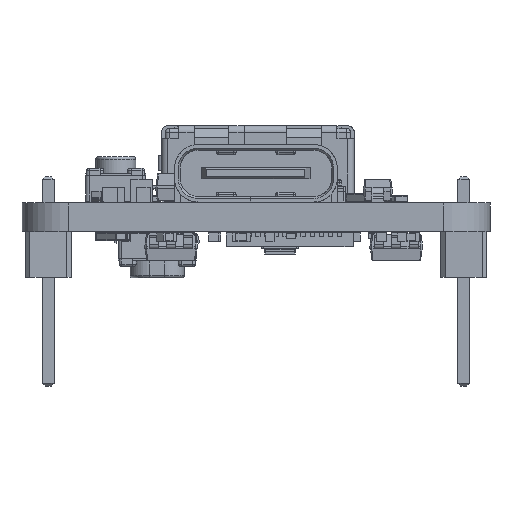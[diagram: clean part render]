
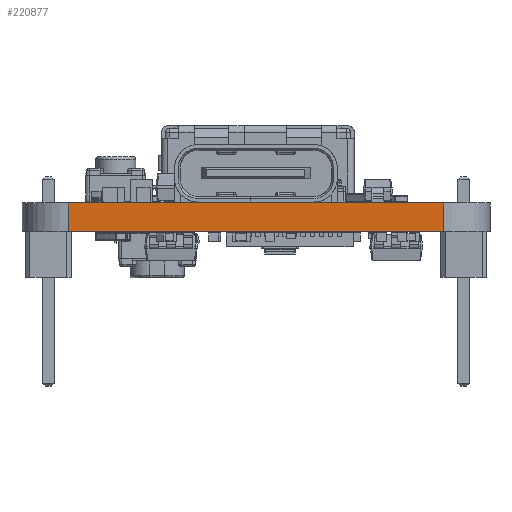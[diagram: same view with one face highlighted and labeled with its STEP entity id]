
A CAD part, front view. The second image highlights one B-rep face of the part: STEP entity #220877.
In plain terms, the highlighted planar face has unit normal (0, -1, 0).
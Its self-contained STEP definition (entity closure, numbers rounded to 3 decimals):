
#216941 = PLANE('',#216942);
#216942 = AXIS2_PLACEMENT_3D('',#216943,#216944,#216945);
#216943 = CARTESIAN_POINT('',(10.338,11.925,1.58)
  );
#216944 = DIRECTION('',(0.,0.,1.));
#216945 = DIRECTION('',(1.,0.,-0.));
#216996 = PLANE('',#216997);
#216997 = AXIS2_PLACEMENT_3D('',#216998,#216999,#217000);
#216998 = CARTESIAN_POINT('',(10.338,11.925,0.));
#216999 = DIRECTION('',(0.,0.,1.));
#217000 = DIRECTION('',(1.,0.,-0.));
#217051 = CYLINDRICAL_SURFACE('',#217052,2.54);
#217052 = AXIS2_PLACEMENT_3D('',#217053,#217054,#217055);
#217053 = CARTESIAN_POINT('',(20.676,-0.,0.));
#217054 = DIRECTION('',(-0.,-0.,-1.));
#217055 = DIRECTION('',(1.,0.,-0.));
#217903 = VERTEX_POINT('',#217904);
#217904 = CARTESIAN_POINT('',(0.,-2.54,0.));
#217919 = CYLINDRICAL_SURFACE('',#217920,2.54);
#217920 = AXIS2_PLACEMENT_3D('',#217921,#217922,#217923);
#217921 = CARTESIAN_POINT('',(0.,-0.,0.));
#217922 = DIRECTION('',(-0.,-0.,-1.));
#217923 = DIRECTION('',(1.,0.,-0.));
#217931 = EDGE_CURVE('',#217932,#217903,#217934,.T.);
#217932 = VERTEX_POINT('',#217933);
#217933 = CARTESIAN_POINT('',(20.676,-2.54,0.));
#217934 = SURFACE_CURVE('',#217935,(#217939,#217946),.PCURVE_S1.);
#217935 = LINE('',#217936,#217937);
#217936 = CARTESIAN_POINT('',(20.676,-2.54,0.));
#217937 = VECTOR('',#217938,1.);
#217938 = DIRECTION('',(-1.,0.,0.));
#217939 = PCURVE('',#216996,#217940);
#217940 = DEFINITIONAL_REPRESENTATION('',(#217941),#217945);
#217941 = LINE('',#217942,#217943);
#217942 = CARTESIAN_POINT('',(10.338,-14.465));
#217943 = VECTOR('',#217944,1.);
#217944 = DIRECTION('',(-1.,0.));
#217945 = ( GEOMETRIC_REPRESENTATION_CONTEXT(2) 
PARAMETRIC_REPRESENTATION_CONTEXT() REPRESENTATION_CONTEXT('2D SPACE',''
  ) );
#217946 = PCURVE('',#217947,#217952);
#217947 = PLANE('',#217948);
#217948 = AXIS2_PLACEMENT_3D('',#217949,#217950,#217951);
#217949 = CARTESIAN_POINT('',(20.676,-2.54,0.));
#217950 = DIRECTION('',(0.,-1.,0.));
#217951 = DIRECTION('',(-1.,0.,0.));
#217952 = DEFINITIONAL_REPRESENTATION('',(#217953),#217957);
#217953 = LINE('',#217954,#217955);
#217954 = CARTESIAN_POINT('',(0.,-0.));
#217955 = VECTOR('',#217956,1.);
#217956 = DIRECTION('',(1.,0.));
#217957 = ( GEOMETRIC_REPRESENTATION_CONTEXT(2) 
PARAMETRIC_REPRESENTATION_CONTEXT() REPRESENTATION_CONTEXT('2D SPACE',''
  ) );
#219776 = VERTEX_POINT('',#219777);
#219777 = CARTESIAN_POINT('',(0.,-2.54,1.58));
#219799 = EDGE_CURVE('',#219800,#219776,#219802,.T.);
#219800 = VERTEX_POINT('',#219801);
#219801 = CARTESIAN_POINT('',(20.676,-2.54,1.58));
#219802 = SURFACE_CURVE('',#219803,(#219807,#219814),.PCURVE_S1.);
#219803 = LINE('',#219804,#219805);
#219804 = CARTESIAN_POINT('',(20.676,-2.54,1.58));
#219805 = VECTOR('',#219806,1.);
#219806 = DIRECTION('',(-1.,0.,0.));
#219807 = PCURVE('',#216941,#219808);
#219808 = DEFINITIONAL_REPRESENTATION('',(#219809),#219813);
#219809 = LINE('',#219810,#219811);
#219810 = CARTESIAN_POINT('',(10.338,-14.465));
#219811 = VECTOR('',#219812,1.);
#219812 = DIRECTION('',(-1.,0.));
#219813 = ( GEOMETRIC_REPRESENTATION_CONTEXT(2) 
PARAMETRIC_REPRESENTATION_CONTEXT() REPRESENTATION_CONTEXT('2D SPACE',''
  ) );
#219814 = PCURVE('',#217947,#219815);
#219815 = DEFINITIONAL_REPRESENTATION('',(#219816),#219820);
#219816 = LINE('',#219817,#219818);
#219817 = CARTESIAN_POINT('',(0.,-1.58));
#219818 = VECTOR('',#219819,1.);
#219819 = DIRECTION('',(1.,0.));
#219820 = ( GEOMETRIC_REPRESENTATION_CONTEXT(2) 
PARAMETRIC_REPRESENTATION_CONTEXT() REPRESENTATION_CONTEXT('2D SPACE',''
  ) );
#220829 = EDGE_CURVE('',#217932,#219800,#220830,.T.);
#220830 = SURFACE_CURVE('',#220831,(#220835,#220842),.PCURVE_S1.);
#220831 = LINE('',#220832,#220833);
#220832 = CARTESIAN_POINT('',(20.676,-2.54,0.));
#220833 = VECTOR('',#220834,1.);
#220834 = DIRECTION('',(0.,0.,1.));
#220835 = PCURVE('',#217051,#220836);
#220836 = DEFINITIONAL_REPRESENTATION('',(#220837),#220841);
#220837 = LINE('',#220838,#220839);
#220838 = CARTESIAN_POINT('',(-4.712,0.));
#220839 = VECTOR('',#220840,1.);
#220840 = DIRECTION('',(-0.,-1.));
#220841 = ( GEOMETRIC_REPRESENTATION_CONTEXT(2) 
PARAMETRIC_REPRESENTATION_CONTEXT() REPRESENTATION_CONTEXT('2D SPACE',''
  ) );
#220842 = PCURVE('',#217947,#220843);
#220843 = DEFINITIONAL_REPRESENTATION('',(#220844),#220848);
#220844 = LINE('',#220845,#220846);
#220845 = CARTESIAN_POINT('',(0.,-0.));
#220846 = VECTOR('',#220847,1.);
#220847 = DIRECTION('',(0.,-1.));
#220848 = ( GEOMETRIC_REPRESENTATION_CONTEXT(2) 
PARAMETRIC_REPRESENTATION_CONTEXT() REPRESENTATION_CONTEXT('2D SPACE',''
  ) );
#220877 = ADVANCED_FACE('',(#220878),#217947,.T.);
#220878 = FACE_BOUND('',#220879,.T.);
#220879 = EDGE_LOOP('',(#220880,#220881,#220882,#220903));
#220880 = ORIENTED_EDGE('',*,*,#220829,.T.);
#220881 = ORIENTED_EDGE('',*,*,#219799,.T.);
#220882 = ORIENTED_EDGE('',*,*,#220883,.F.);
#220883 = EDGE_CURVE('',#217903,#219776,#220884,.T.);
#220884 = SURFACE_CURVE('',#220885,(#220889,#220896),.PCURVE_S1.);
#220885 = LINE('',#220886,#220887);
#220886 = CARTESIAN_POINT('',(0.,-2.54,0.));
#220887 = VECTOR('',#220888,1.);
#220888 = DIRECTION('',(0.,0.,1.));
#220889 = PCURVE('',#217947,#220890);
#220890 = DEFINITIONAL_REPRESENTATION('',(#220891),#220895);
#220891 = LINE('',#220892,#220893);
#220892 = CARTESIAN_POINT('',(20.676,0.));
#220893 = VECTOR('',#220894,1.);
#220894 = DIRECTION('',(0.,-1.));
#220895 = ( GEOMETRIC_REPRESENTATION_CONTEXT(2) 
PARAMETRIC_REPRESENTATION_CONTEXT() REPRESENTATION_CONTEXT('2D SPACE',''
  ) );
#220896 = PCURVE('',#217919,#220897);
#220897 = DEFINITIONAL_REPRESENTATION('',(#220898),#220902);
#220898 = LINE('',#220899,#220900);
#220899 = CARTESIAN_POINT('',(-4.712,0.));
#220900 = VECTOR('',#220901,1.);
#220901 = DIRECTION('',(-0.,-1.));
#220902 = ( GEOMETRIC_REPRESENTATION_CONTEXT(2) 
PARAMETRIC_REPRESENTATION_CONTEXT() REPRESENTATION_CONTEXT('2D SPACE',''
  ) );
#220903 = ORIENTED_EDGE('',*,*,#217931,.F.);
